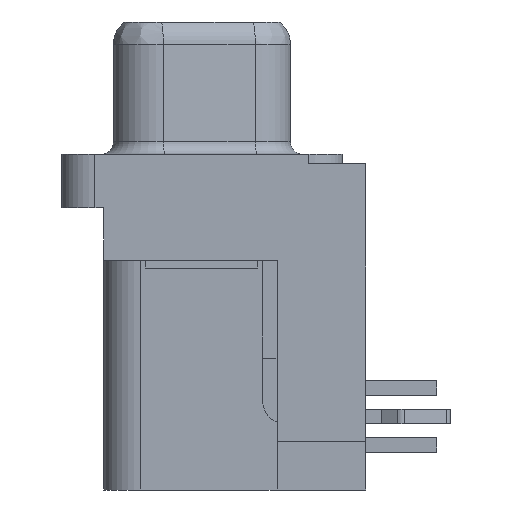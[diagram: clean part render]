
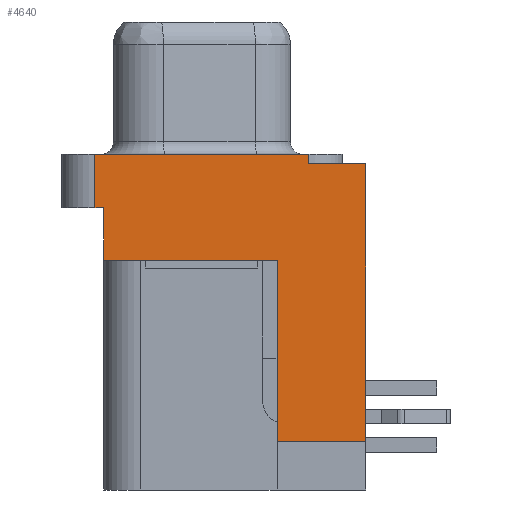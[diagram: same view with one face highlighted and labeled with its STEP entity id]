
A CAD part, left-side view. The second image highlights one B-rep face of the part: STEP entity #4640.
In plain terms, the highlighted planar face has unit normal (-1, 0, 0).
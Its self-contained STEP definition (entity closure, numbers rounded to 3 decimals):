
#527=DIRECTION('',(0.,1.,0.));
#528=VECTOR('',#527,9.55);
#529=CARTESIAN_POINT('',(-19.65,-4.775,-5.9));
#530=LINE('',#529,#528);
#618=DIRECTION('',(0.,0.,-1.));
#619=VECTOR('',#618,2.38);
#620=CARTESIAN_POINT('',(-19.65,4.775,-5.9));
#621=LINE('',#620,#619);
#622=DIRECTION('',(0.,1.,0.));
#623=VECTOR('',#622,3.95);
#624=CARTESIAN_POINT('',(-19.65,-7.3,-18.72));
#625=LINE('',#624,#623);
#626=DIRECTION('',(0.,0.,1.));
#627=VECTOR('',#626,8.09);
#628=CARTESIAN_POINT('',(-19.65,-3.35,-18.72));
#629=LINE('',#628,#627);
#630=DIRECTION('',(0.,1.,0.));
#631=VECTOR('',#630,7.73);
#632=CARTESIAN_POINT('',(-19.65,-3.35,-10.63));
#633=LINE('',#632,#631);
#634=DIRECTION('',(0.,0.,1.));
#635=VECTOR('',#634,2.35);
#636=CARTESIAN_POINT('',(-19.65,4.38,-10.63));
#637=LINE('',#636,#635);
#638=DIRECTION('',(0.,-1.,0.));
#639=VECTOR('',#638,0.395);
#640=CARTESIAN_POINT('',(-19.65,4.775,-8.28));
#641=LINE('',#640,#639);
#642=DIRECTION('',(0.,0.,-1.));
#643=VECTOR('',#642,0.42);
#644=CARTESIAN_POINT('',(-19.65,-4.775,-5.9));
#645=LINE('',#644,#643);
#646=DIRECTION('',(0.,0.,1.));
#647=VECTOR('',#646,12.4);
#648=CARTESIAN_POINT('',(-19.65,-7.3,-18.72));
#649=LINE('',#648,#647);
#2378=DIRECTION('',(0.,1.,0.));
#2379=VECTOR('',#2378,2.525);
#2380=CARTESIAN_POINT('',(-19.65,-7.3,-6.32));
#2381=LINE('',#2380,#2379);
#3130=CARTESIAN_POINT('',(-19.65,-4.775,-5.9));
#3131=VERTEX_POINT('',#3130);
#3132=CARTESIAN_POINT('',(-19.65,4.775,-5.9));
#3133=VERTEX_POINT('',#3132);
#3137=CARTESIAN_POINT('',(-19.65,-7.3,-6.32));
#3139=VERTEX_POINT('',#3137);
#3146=CARTESIAN_POINT('',(-19.65,-4.775,-6.32));
#3147=VERTEX_POINT('',#3146);
#3154=CARTESIAN_POINT('',(-19.65,4.775,-8.28));
#3155=CARTESIAN_POINT('',(-19.65,4.38,-8.28));
#3156=VERTEX_POINT('',#3154);
#3157=VERTEX_POINT('',#3155);
#3188=CARTESIAN_POINT('',(-19.65,-3.35,-10.63));
#3189=CARTESIAN_POINT('',(-19.65,4.38,-10.63));
#3190=VERTEX_POINT('',#3188);
#3191=VERTEX_POINT('',#3189);
#3212=CARTESIAN_POINT('',(-19.65,-7.3,-18.72));
#3213=CARTESIAN_POINT('',(-19.65,-3.35,-18.72));
#3214=VERTEX_POINT('',#3212);
#3215=VERTEX_POINT('',#3213);
#4616=CARTESIAN_POINT('',(-19.65,-4.775,-5.9));
#4617=DIRECTION('',(-1.,0.,0.));
#4618=DIRECTION('',(0.,1.,0.));
#4619=AXIS2_PLACEMENT_3D('',#4616,#4617,#4618);
#4620=PLANE('',#4619);
#4622=ORIENTED_EDGE('',*,*,#4621,.T.);
#4624=ORIENTED_EDGE('',*,*,#4623,.T.);
#4626=ORIENTED_EDGE('',*,*,#4625,.T.);
#4628=ORIENTED_EDGE('',*,*,#4627,.T.);
#4629=ORIENTED_EDGE('',*,*,#4581,.F.);
#4630=ORIENTED_EDGE('',*,*,#4611,.F.);
#4631=ORIENTED_EDGE('',*,*,#4525,.F.);
#4633=ORIENTED_EDGE('',*,*,#4632,.T.);
#4635=ORIENTED_EDGE('',*,*,#4634,.F.);
#4637=ORIENTED_EDGE('',*,*,#4636,.F.);
#4638=EDGE_LOOP('',(#4622,#4624,#4626,#4628,#4629,#4630,#4631,#4633,#4635,
#4637));
#4639=FACE_OUTER_BOUND('',#4638,.F.);
#4525=EDGE_CURVE('',#3131,#3133,#530,.T.);
#4581=EDGE_CURVE('',#3156,#3157,#641,.T.);
#4611=EDGE_CURVE('',#3133,#3156,#621,.T.);
#4621=EDGE_CURVE('',#3214,#3215,#625,.T.);
#4623=EDGE_CURVE('',#3215,#3190,#629,.T.);
#4625=EDGE_CURVE('',#3190,#3191,#633,.T.);
#4627=EDGE_CURVE('',#3191,#3157,#637,.T.);
#4632=EDGE_CURVE('',#3131,#3147,#645,.T.);
#4634=EDGE_CURVE('',#3139,#3147,#2381,.T.);
#4636=EDGE_CURVE('',#3214,#3139,#649,.T.);
#4640=ADVANCED_FACE('',(#4639),#4620,.T.);
